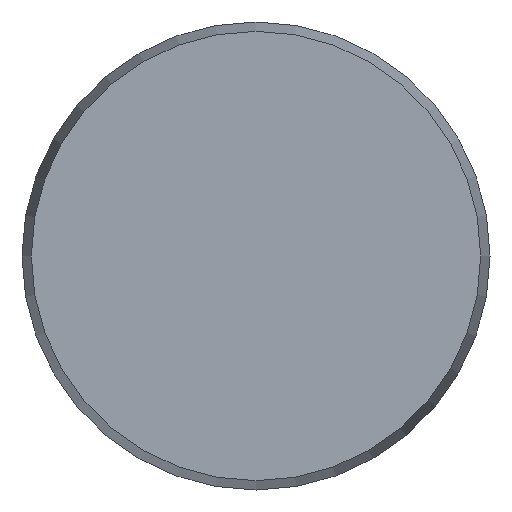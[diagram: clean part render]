
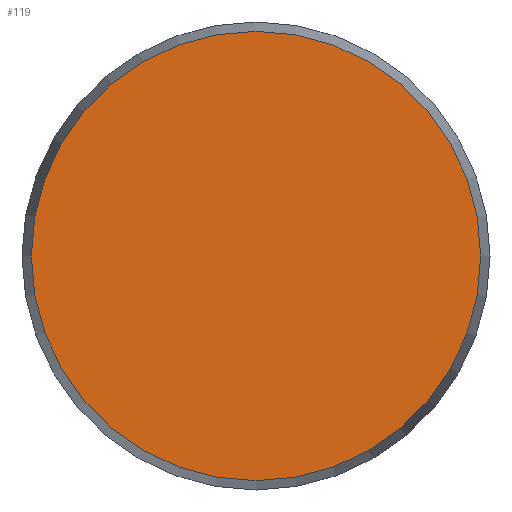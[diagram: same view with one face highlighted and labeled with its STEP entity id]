
A CAD part, front view. The second image highlights one B-rep face of the part: STEP entity #119.
In plain terms, the highlighted planar face has unit normal (0, -1, 0).
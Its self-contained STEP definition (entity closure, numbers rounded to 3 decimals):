
#119 = ADVANCED_FACE( '', ( #263 ), #264, .F. );
#263 = FACE_OUTER_BOUND( '', #426, .T. );
#264 = PLANE( '', #427 );
#426 = EDGE_LOOP( '', ( #700 ) );
#427 = AXIS2_PLACEMENT_3D( '', #701, #702, #703 );
#700 = ORIENTED_EDGE( '', *, *, #931, .T. );
#701 = CARTESIAN_POINT( '', ( 24., 0., 0. ) );
#702 = DIRECTION( '', ( 0., 1., 0. ) );
#703 = DIRECTION( '', ( 0., 0., 1. ) );
#931 = EDGE_CURVE( '', #1108, #1108, #1109, .T. );
#1108 = VERTEX_POINT( '', #1394 );
#1109 = CIRCLE( '', #1395, 24. );
#1394 = CARTESIAN_POINT( '', ( 0., 0., -24. ) );
#1395 = AXIS2_PLACEMENT_3D( '', #1658, #1659, #1660 );
#1658 = CARTESIAN_POINT( '', ( 0., 0., 0. ) );
#1659 = DIRECTION( '', ( 0., -1., 0. ) );
#1660 = DIRECTION( '', ( 0., 0., -1. ) );
